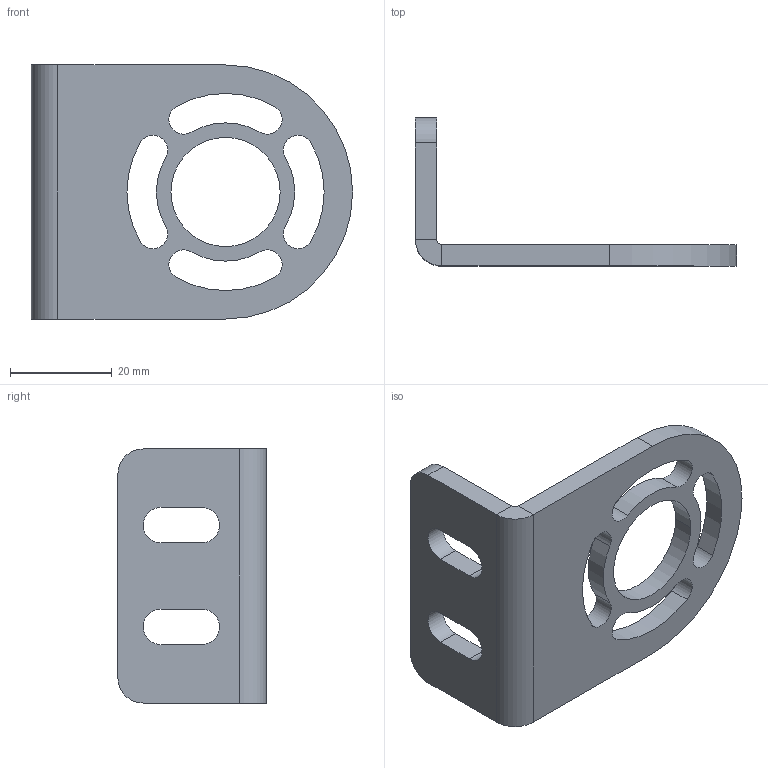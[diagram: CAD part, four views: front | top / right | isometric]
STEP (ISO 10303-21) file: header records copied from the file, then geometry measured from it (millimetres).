
FILE_DESCRIPTION((''),'2;1');
FILE_NAME('156636_SW','2011-04-06T',('banengservice'),('BANNER ENGINEERING'),'PRO/ENGINEER BY PARAMETRIC TECHNOLOGY CORPORATION, 2009141','PRO/ENGINEER BY PARAMETRIC TECHNOLOGY CORPORATION, 2009141','');
FILE_SCHEMA(('CONFIG_CONTROL_DESIGN'));
Length unit declared in the file: inch
Products named in the file (1): 156636_SW
Bounding box: 63.2 x 29.2 x 50 mm (x, y, z)
Volume: 12623.6 mm3; surface area: 8550.1 mm2
Topology: 1 solids, 1 shells, 190 faces, 529 edges, 350 vertices
Faces by surface type: plane 162, cylinder 28
Entity records: 6073 total; most frequent: CARTESIAN_POINT 1069, ORIENTED_EDGE 1058, DIRECTION 965, EDGE_CURVE 529, VECTOR 473, LINE 473, VERTEX_POINT 350, AXIS2_PLACEMENT_3D 246
